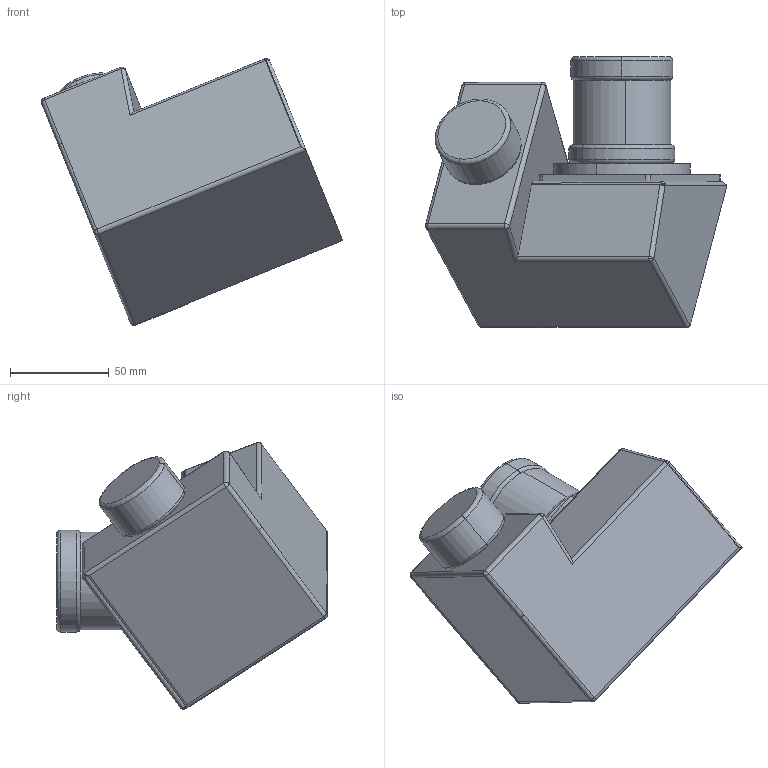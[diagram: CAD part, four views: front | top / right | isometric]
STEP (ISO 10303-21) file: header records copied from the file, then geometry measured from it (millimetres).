
FILE_DESCRIPTION (( 'STEP AP203' ), '1' );
FILE_NAME ('Pump_Default_sldprt.STEP', '2022-08-02T03:04:41', ( '' ), ( '' ), 'SwSTEP 2.0', 'SolidWorks 2020', '' );
FILE_SCHEMA (( 'CONFIG_CONTROL_DESIGN' ));
Length unit declared in the file: millimetre
Products named in the file (1): Pump_Default_sldprt
Bounding box: 152.31 x 136.7 x 134.89 mm (x, y, z)
Volume: 825156 mm3; surface area: 90156.2 mm2
Topology: 6 solids, 6 shells, 101 faces, 225 edges, 128 vertices
Faces by surface type: cylinder 44, plane 30, torus 14, sphere 13
Entity records: 2821 total; most frequent: CARTESIAN_POINT 543, DIRECTION 505, ORIENTED_EDGE 430, EDGE_CURVE 215, AXIS2_PLACEMENT_3D 209, VERTEX_POINT 127, CIRCLE 107, EDGE_LOOP 106
